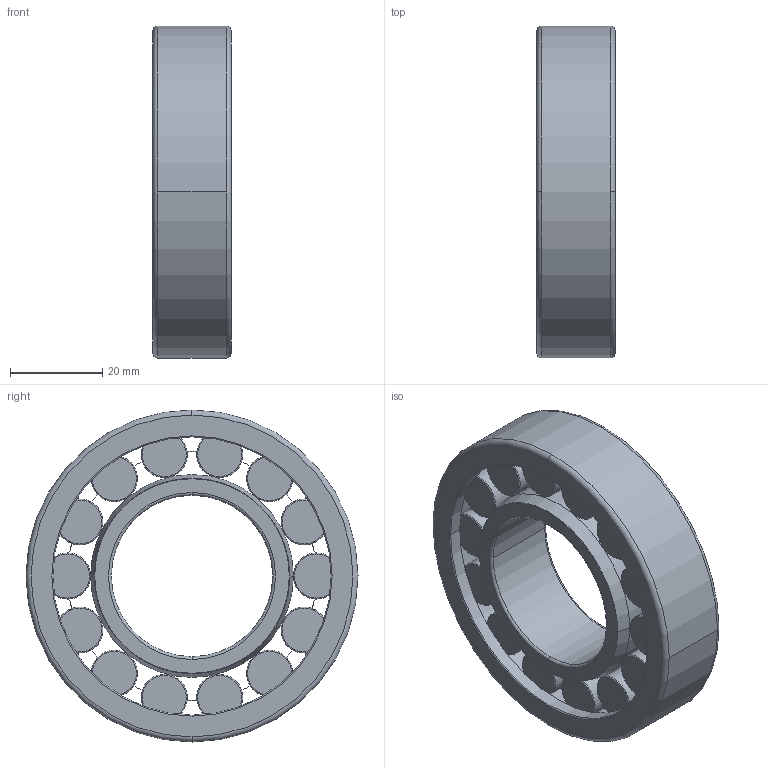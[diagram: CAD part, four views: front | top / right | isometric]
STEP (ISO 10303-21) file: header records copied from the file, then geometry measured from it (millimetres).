
FILE_DESCRIPTION(('STEP AP214'),'1');
FILE_NAME('skf_bearing_nu_207_ecp_2.stp','2023-12-05T13:46:45',('TraceParts'),('TraceParts S.A.'),'Spatial InterOp 3D',' ',' ');
FILE_SCHEMA(('AUTOMOTIVE_DESIGN { 1 0 10303 214 1 1 1 1 }'));
Length unit declared in the file: millimetre
Products named in the file (1): skf_bearing_nu_207_ecp_2_1
Bounding box: 17 x 72 x 72 mm (x, y, z)
Volume: 37788.7 mm3; surface area: 22109.5 mm2
Topology: 3 solids, 3 shells, 182 faces, 500 edges, 352 vertices
Faces by surface type: torus 104, cylinder 40, plane 34, cone 4
Entity records: 7119 total; most frequent: CARTESIAN_POINT 2185, DIRECTION 1158, ORIENTED_EDGE 1000, AXIS2_PLACEMENT_3D 557, EDGE_CURVE 500, CIRCLE 372, VERTEX_POINT 352, EDGE_LOOP 216
